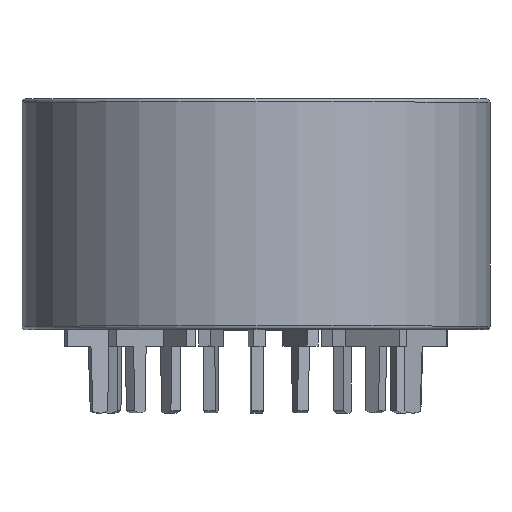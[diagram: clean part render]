
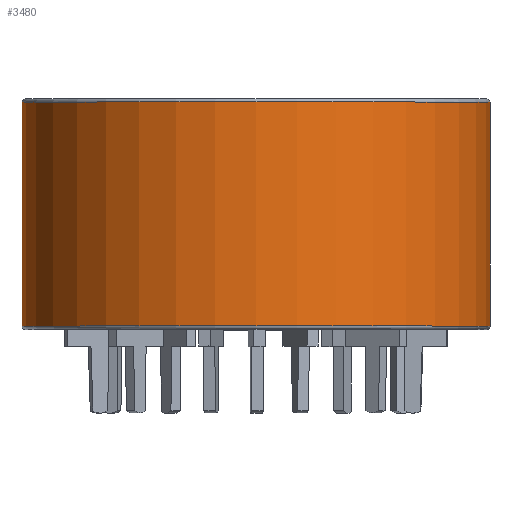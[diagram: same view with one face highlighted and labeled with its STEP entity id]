
A CAD part, top view. The second image highlights one B-rep face of the part: STEP entity #3480.
In plain terms, the highlighted cylindrical face has radius 14 mm (diameter 28 mm), a full revolution.
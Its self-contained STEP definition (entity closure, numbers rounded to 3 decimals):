
#144=CYLINDRICAL_SURFACE('',#3746,14.);
#179=FACE_OUTER_BOUND('',#354,.T.);
#354=EDGE_LOOP('',(#2353,#2354,#2355,#2356,#2357,#2358));
#556=LINE('',#5038,#984);
#984=VECTOR('',#4057,14.);
#1416=CIRCLE('',#3743,14.);
#1417=CIRCLE('',#3744,14.);
#1419=CIRCLE('',#3747,14.);
#1420=CIRCLE('',#3748,14.);
#1496=VERTEX_POINT('',#5028);
#1497=VERTEX_POINT('',#5030);
#1498=VERTEX_POINT('',#5035);
#1499=VERTEX_POINT('',#5036);
#1837=EDGE_CURVE('',#1496,#1497,#1416,.T.);
#1838=EDGE_CURVE('',#1497,#1496,#1417,.T.);
#1840=EDGE_CURVE('',#1498,#1499,#1419,.T.);
#1841=EDGE_CURVE('',#1498,#1497,#556,.T.);
#1842=EDGE_CURVE('',#1499,#1498,#1420,.T.);
#2353=ORIENTED_EDGE('',*,*,#1840,.F.);
#2354=ORIENTED_EDGE('',*,*,#1841,.T.);
#2355=ORIENTED_EDGE('',*,*,#1837,.F.);
#2356=ORIENTED_EDGE('',*,*,#1838,.F.);
#2357=ORIENTED_EDGE('',*,*,#1841,.F.);
#2358=ORIENTED_EDGE('',*,*,#1842,.F.);
#3480=ADVANCED_FACE('',(#179),#144,.T.);
#3743=AXIS2_PLACEMENT_3D('',#5031,#4047,#4048);
#3744=AXIS2_PLACEMENT_3D('',#5032,#4049,#4050);
#3746=AXIS2_PLACEMENT_3D('',#5034,#4053,#4054);
#3747=AXIS2_PLACEMENT_3D('',#5037,#4055,#4056);
#3748=AXIS2_PLACEMENT_3D('',#5039,#4058,#4059);
#4047=DIRECTION('center_axis',(0.,-1.,0.));
#4048=DIRECTION('ref_axis',(1.,0.,0.));
#4049=DIRECTION('center_axis',(0.,-1.,0.));
#4050=DIRECTION('ref_axis',(1.,0.,0.));
#4053=DIRECTION('center_axis',(0.,1.,0.));
#4054=DIRECTION('ref_axis',(1.,0.,0.));
#4055=DIRECTION('center_axis',(0.,1.,0.));
#4056=DIRECTION('ref_axis',(1.,0.,0.));
#4057=DIRECTION('',(0.,-1.,0.));
#4058=DIRECTION('center_axis',(0.,1.,0.));
#4059=DIRECTION('ref_axis',(1.,0.,0.));
#5028=CARTESIAN_POINT('',(0.,0.2,14.));
#5030=CARTESIAN_POINT('',(-14.,0.2,0.));
#5031=CARTESIAN_POINT('Origin',(0.,0.2,0.));
#5032=CARTESIAN_POINT('Origin',(0.,0.2,0.));
#5034=CARTESIAN_POINT('Origin',(0.,0.,0.));
#5035=CARTESIAN_POINT('',(-14.,13.6,0.));
#5036=CARTESIAN_POINT('',(0.,13.6,-14.));
#5037=CARTESIAN_POINT('Origin',(0.,13.6,0.));
#5038=CARTESIAN_POINT('',(-14.,0.,0.));
#5039=CARTESIAN_POINT('Origin',(0.,13.6,0.));
